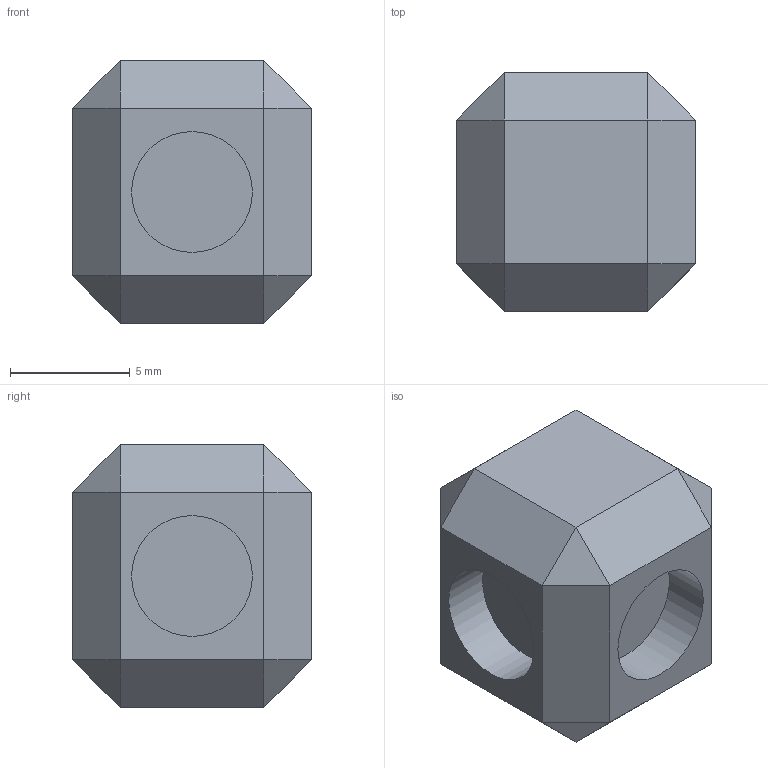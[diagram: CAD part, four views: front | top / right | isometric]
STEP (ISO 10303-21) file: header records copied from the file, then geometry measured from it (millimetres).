
FILE_DESCRIPTION(('FreeCAD Model'),'2;1');
FILE_NAME('Open CASCADE Shape Model','2022-08-22T19:38:24',(''),(''), 'Open CASCADE STEP processor 7.6','FreeCAD','Unknown');
FILE_SCHEMA(('AUTOMOTIVE_DESIGN { 1 0 10303 214 1 1 1 1 }'));
Length unit declared in the file: millimetre
Products named in the file (1): Cube
Bounding box: 10 x 10 x 11 mm (x, y, z)
Volume: 734.4 mm3; surface area: 609.6 mm2
Topology: 1 solids, 1 shells, 34 faces, 60 edges, 32 vertices
Faces by surface type: plane 30, cylinder 4
Full cylindrical faces by diameter (mm): 5.05 x4
Entity records: 1582 total; most frequent: DIRECTION 258, CARTESIAN_POINT 247, LINE 164, VECTOR 164, ORIENTED_EDGE 120, PCURVE 120, DEFINITIONAL_REPRESENTATION 120, EDGE_CURVE 60
